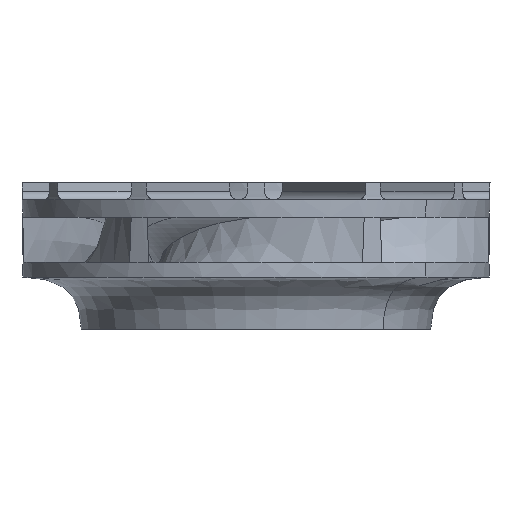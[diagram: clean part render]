
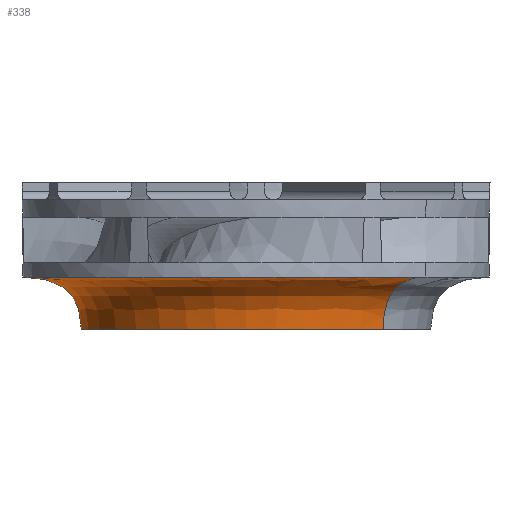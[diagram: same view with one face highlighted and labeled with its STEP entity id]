
A CAD part, left-side view. The second image highlights one B-rep face of the part: STEP entity #338.
In plain terms, the highlighted face is a revolution surface.
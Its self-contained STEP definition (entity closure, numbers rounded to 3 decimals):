
#69=SURFACE_OF_REVOLUTION('',#191,#83);
#83=AXIS1_PLACEMENT('',#4024,#2969);
#188=B_SPLINE_CURVE_WITH_KNOTS('',2,(#4007,#4008,#4009),.UNSPECIFIED.,.F.,
 .F.,(3,3),(0.,1.),.UNSPECIFIED.);
#189=B_SPLINE_CURVE_WITH_KNOTS('',2,(#4013,#4014,#4015),.UNSPECIFIED.,.F.,
 .F.,(3,3),(0.,1.),.UNSPECIFIED.);
#191=B_SPLINE_CURVE_WITH_KNOTS('',2,(#4021,#4022,#4023),.UNSPECIFIED.,.F.,
 .F.,(3,3),(0.,1.),.UNSPECIFIED.);
#338=ADVANCED_FACE('[Impeller_1] Material domain SolidShroud',(#515),#69,
 .T.);
#515=FACE_OUTER_BOUND('',#649,.T.);
#649=EDGE_LOOP('',(#1164,#1165,#1166,#1167));
#1164=ORIENTED_EDGE('',*,*,#2156,.T.);
#1165=ORIENTED_EDGE('',*,*,#2153,.T.);
#1166=ORIENTED_EDGE('',*,*,#2142,.F.);
#1167=ORIENTED_EDGE('',*,*,#2155,.F.);
#1887=VERTEX_POINT('',#3971);
#1888=VERTEX_POINT('',#3973);
#1898=VERTEX_POINT('',#4010);
#1899=VERTEX_POINT('',#4012);
#2142=EDGE_CURVE('',#1888,#1887,#2446,.T.);
#2153=EDGE_CURVE('',#1898,#1887,#188,.T.);
#2155=EDGE_CURVE('',#1899,#1888,#189,.T.);
#2156=EDGE_CURVE('',#1899,#1898,#2455,.T.);
#2446=CIRCLE('',#2595,20.868);
#2455=CIRCLE('',#2605,15.617);
#2595=AXIS2_PLACEMENT_3D('',#3977,#2946,#2947);
#2605=AXIS2_PLACEMENT_3D('',#4020,#2967,#2968);
#2946=DIRECTION('',(0.,0.,1.));
#2947=DIRECTION('',(-0.686,-0.727,0.));
#2967=DIRECTION('',(0.,0.,1.));
#2968=DIRECTION('',(-0.686,-0.727,0.));
#2969=DIRECTION('',(0.,0.,1.));
#3971=CARTESIAN_POINT('',(-14.319,-15.18,4.659));
#3973=CARTESIAN_POINT('',(14.319,15.18,4.659));
#3977=CARTESIAN_POINT('',(0.,0.,4.659));
#4007=CARTESIAN_POINT('',(-10.716,-11.361,-0.002));
#4008=CARTESIAN_POINT('',(-10.716,-11.361,4.659));
#4009=CARTESIAN_POINT('',(-14.319,-15.18,4.659));
#4010=CARTESIAN_POINT('',(-10.716,-11.361,-0.002));
#4012=CARTESIAN_POINT('',(10.716,11.361,-0.002));
#4013=CARTESIAN_POINT('',(10.716,11.361,-0.002));
#4014=CARTESIAN_POINT('',(10.716,11.361,4.659));
#4015=CARTESIAN_POINT('',(14.319,15.18,4.659));
#4020=CARTESIAN_POINT('',(0.,0.,-0.002));
#4021=CARTESIAN_POINT('',(-10.716,-11.361,-0.002));
#4022=CARTESIAN_POINT('',(-10.716,-11.361,4.659));
#4023=CARTESIAN_POINT('',(-14.319,-15.18,4.659));
#4024=CARTESIAN_POINT('',(0.,0.,0.));
